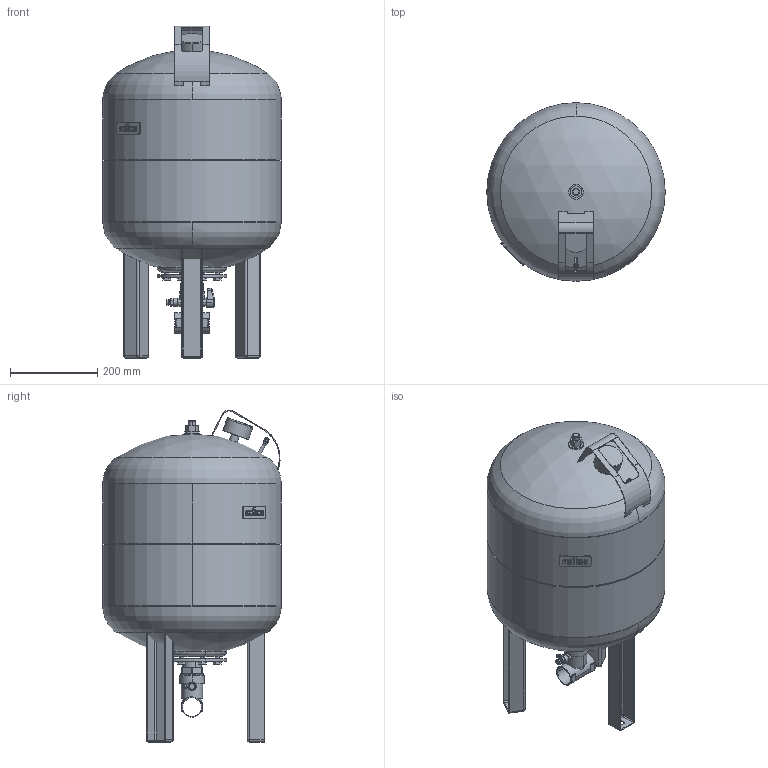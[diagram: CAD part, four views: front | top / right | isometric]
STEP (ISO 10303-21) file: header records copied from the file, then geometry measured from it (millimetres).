
FILE_DESCRIPTION((''),'2;1');
FILE_NAME('3d_DT560_10bar-7309000.stp','2009-12-29T14:07:30',(''),(''),'Mechanical Desktop 2008','Mechanical Desktop 2008',', , ');
FILE_SCHEMA(('CONFIG_CONTROL_DESIGN'));
Length unit declared in the file: millimetre
Products named in the file (1): Product
Bounding box: 409 x 409 x 761.09 mm (x, y, z)
Volume: 57508932.9 mm3; surface area: 1674488.5 mm2
Topology: 21 solids, 21 shells, 670 faces, 1580 edges, 954 vertices
Faces by surface type: plane 286, cylinder 247, cone 56, bspline 31, torus 25, sphere 25
Entity records: 21665 total; most frequent: CARTESIAN_POINT 6056, DIRECTION 3420, ORIENTED_EDGE 3076, EDGE_CURVE 1538, AXIS2_PLACEMENT_3D 1301, VERTEX_POINT 952, VECTOR 818, LINE 818
